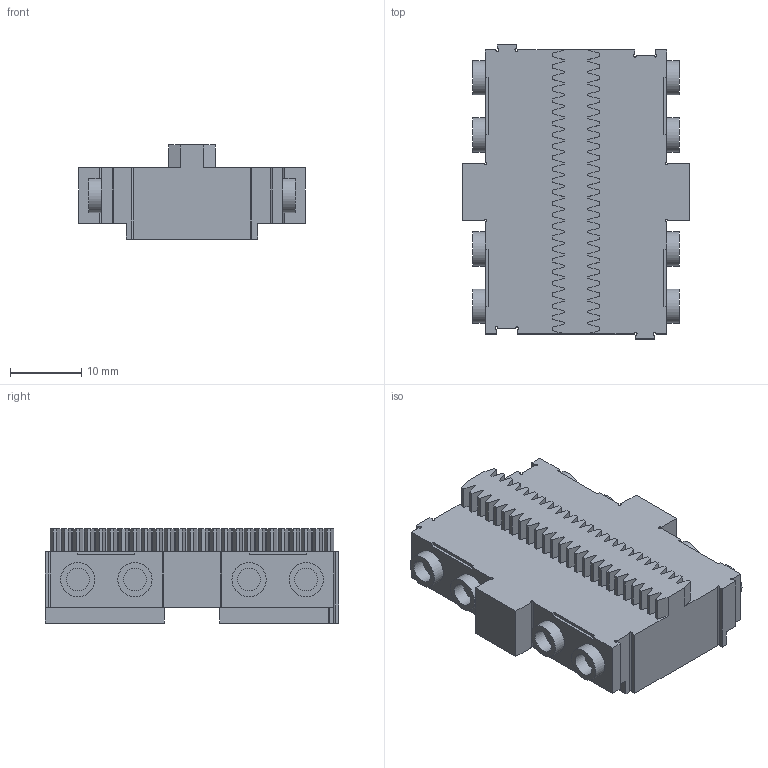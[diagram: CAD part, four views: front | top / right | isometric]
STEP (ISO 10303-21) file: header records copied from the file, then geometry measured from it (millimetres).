
FILE_DESCRIPTION(('Open CASCADE Model'),'2;1');
FILE_NAME('Open CASCADE Shape Model','2024-11-13T16:26:25',('Author'),( 'Open CASCADE'),'Open CASCADE STEP processor 7.7','Open CASCADE 7.7' ,'Unknown');
FILE_SCHEMA(('AUTOMOTIVE_DESIGN { 1 0 10303 214 1 1 1 1 }'));
Length unit declared in the file: millimetre
Products named in the file (1): Open CASCADE STEP translator 7.7 3
Bounding box: 31.8 x 41.2 x 13.2 mm (x, y, z)
Volume: 6941.1 mm3; surface area: 7196.3 mm2
Topology: 1 solids, 1 shells, 413 faces, 1158 edges, 772 vertices
Faces by surface type: plane 381, cylinder 32
Full cylindrical faces by diameter (mm): 3.2 x8, 4.8 x8
Entity records: 28251 total; most frequent: CARTESIAN_POINT 4882, DIRECTION 4329, LINE 3346, VECTOR 3346, ORIENTED_EDGE 2316, PCURVE 2316, DEFINITIONAL_REPRESENTATION 2316, EDGE_CURVE 1158
